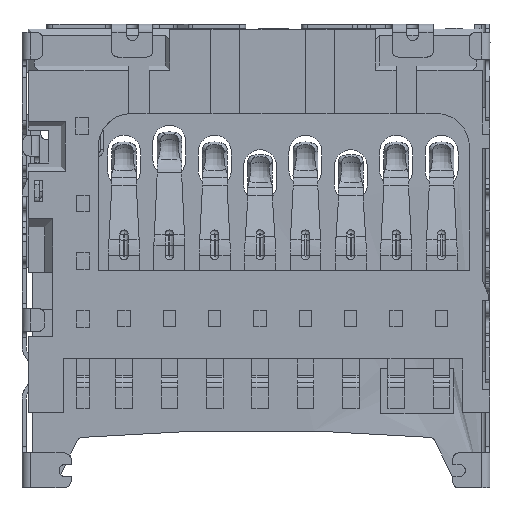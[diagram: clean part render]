
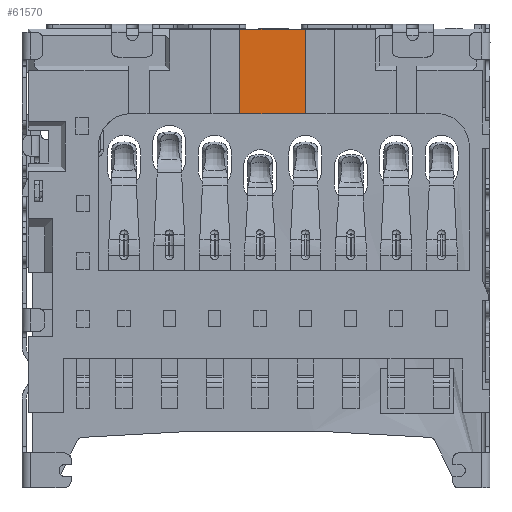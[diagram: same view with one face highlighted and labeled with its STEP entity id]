
A CAD part, front view. The second image highlights one B-rep face of the part: STEP entity #61570.
In plain terms, the highlighted planar face has unit normal (0, -1, 0).
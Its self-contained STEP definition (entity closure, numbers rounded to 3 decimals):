
#658 = LINE ( 'NONE', #80736, #80874 ) ;
#1016 = EDGE_CURVE ( 'NONE', #6244, #19839, #37707, .T. ) ;
#3204 = LINE ( 'NONE', #76729, #19393 ) ;
#6244 = VERTEX_POINT ( 'NONE', #41554 ) ;
#15982 = VECTOR ( 'NONE', #42959, 1000. ) ;
#16598 = EDGE_CURVE ( 'NONE', #19839, #21503, #3204, .T. ) ;
#16715 = ORIENTED_EDGE ( 'NONE', *, *, #1016, .F. ) ;
#16802 = DIRECTION ( 'NONE',  ( 1., 0., 0. ) ) ;
#18084 = EDGE_CURVE ( 'NONE', #64683, #6244, #658, .T. ) ;
#19393 = VECTOR ( 'NONE', #16802, 1000. ) ;
#19839 = VERTEX_POINT ( 'NONE', #84000 ) ;
#20419 = EDGE_LOOP ( 'NONE', ( #49090, #70533, #16715, #62123 ) ) ;
#20545 = LINE ( 'NONE', #86179, #35752 ) ;
#21503 = VERTEX_POINT ( 'NONE', #65576 ) ;
#35752 = VECTOR ( 'NONE', #40641, 1000. ) ;
#37707 = LINE ( 'NONE', #84091, #15982 ) ;
#40641 = DIRECTION ( 'NONE',  ( 0., 0., -1. ) ) ;
#41554 = CARTESIAN_POINT ( 'NONE',  ( -0.392, -1.3, 9.08 ) ) ;
#42959 = DIRECTION ( 'NONE',  ( 0., 0., 1. ) ) ;
#45701 = PLANE ( 'NONE',  #63909 ) ;
#46558 = DIRECTION ( 'NONE',  ( 0., 1., 0. ) ) ;
#49090 = ORIENTED_EDGE ( 'NONE', *, *, #72308, .F. ) ;
#59261 = CARTESIAN_POINT ( 'NONE',  ( 1.229, -1.3, 9.039 ) ) ;
#61476 = DIRECTION ( 'NONE',  ( -1., 0., 0. ) ) ;
#61570 = ADVANCED_FACE ( 'NONE', ( #78957 ), #45701, .F. ) ;
#62123 = ORIENTED_EDGE ( 'NONE', *, *, #18084, .F. ) ;
#63909 = AXIS2_PLACEMENT_3D ( 'NONE', #59261, #46558, #85955 ) ;
#64683 = VERTEX_POINT ( 'NONE', #86614 ) ;
#65576 = CARTESIAN_POINT ( 'NONE',  ( 1.198, -1.3, 11.13 ) ) ;
#70533 = ORIENTED_EDGE ( 'NONE', *, *, #16598, .F. ) ;
#72308 = EDGE_CURVE ( 'NONE', #21503, #64683, #20545, .T. ) ;
#76729 = CARTESIAN_POINT ( 'NONE',  ( 0.402, -1.3, 11.13 ) ) ;
#78957 = FACE_OUTER_BOUND ( 'NONE', #20419, .T. ) ;
#80736 = CARTESIAN_POINT ( 'NONE',  ( 0.402, -1.3, 9.08 ) ) ;
#80874 = VECTOR ( 'NONE', #61476, 1000. ) ;
#84000 = CARTESIAN_POINT ( 'NONE',  ( -0.392, -1.3, 11.13 ) ) ;
#84091 = CARTESIAN_POINT ( 'NONE',  ( -0.393, -1.3, 10.105 ) ) ;
#85955 = DIRECTION ( 'NONE',  ( -1., 0., 0. ) ) ;
#86179 = CARTESIAN_POINT ( 'NONE',  ( 1.198, -1.3, 10.105 ) ) ;
#86614 = CARTESIAN_POINT ( 'NONE',  ( 1.197, -1.3, 9.08 ) ) ;
